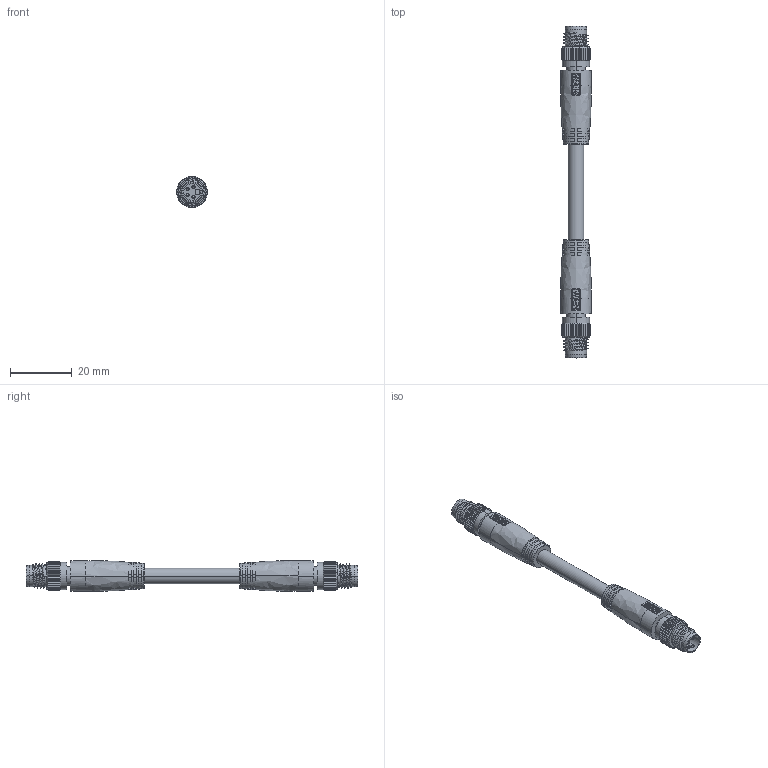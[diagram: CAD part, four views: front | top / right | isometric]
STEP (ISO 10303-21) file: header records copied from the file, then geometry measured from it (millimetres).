
FILE_DESCRIPTION((''),'2;1');
FILE_NAME('M04-M04_SW0001','2020-12-18T',('zq.xu'),(''),'PRO/ENGINEER BY PARAMETRIC TECHNOLOGY CORPORATION, 2012480','PRO/ENGINEER BY PARAMETRIC TECHNOLOGY CORPORATION, 2012480','');
FILE_SCHEMA(('AUTOMOTIVE_DESIGN { 1 0 10303 214 1 1 1 1 }'));
Length unit declared in the file: millimetre
Products named in the file (1): M04-M04_SW0001
Bounding box: 10 x 107.8 x 10 mm (x, y, z)
Volume: 5075.7 mm3; surface area: 4909 mm2
Topology: 1 solids, 1 shells, 806 faces, 2176 edges, 1406 vertices
Faces by surface type: plane 424, cylinder 226, bspline 78, cone 34, torus 24, sphere 16, extrusion 4
Entity records: 31446 total; most frequent: CARTESIAN_POINT 12560, ORIENTED_EDGE 4320, DIRECTION 3398, EDGE_CURVE 2160, VERTEX_POINT 1406, AXIS2_PLACEMENT_3D 1298, EDGE_LOOP 856, FACE_OUTER_BOUND 806
